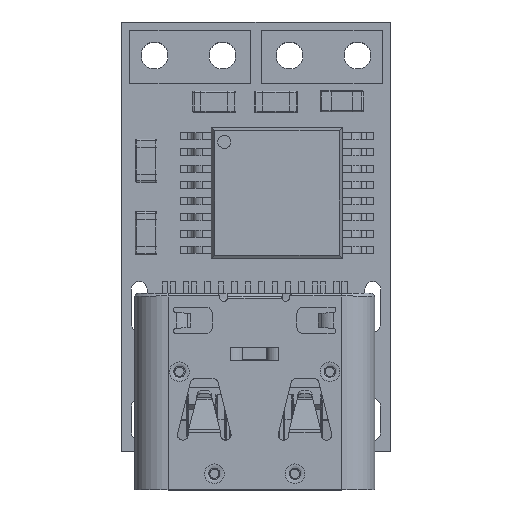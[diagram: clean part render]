
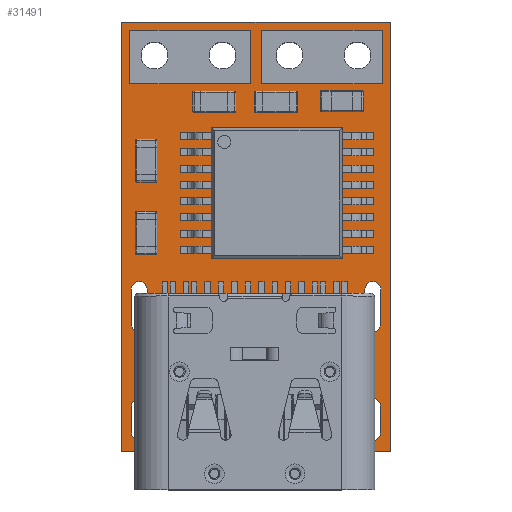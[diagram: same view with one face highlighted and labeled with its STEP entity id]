
A CAD part, top view. The second image highlights one B-rep face of the part: STEP entity #31491.
In plain terms, the highlighted planar face has unit normal (0, 0, 1).
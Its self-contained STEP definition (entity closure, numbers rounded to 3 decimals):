
#367=FACE_BOUND('',#4343,.T.);
#368=FACE_BOUND('',#4344,.T.);
#369=FACE_BOUND('',#4345,.T.);
#370=FACE_BOUND('',#4346,.T.);
#371=FACE_BOUND('',#4347,.T.);
#372=FACE_BOUND('',#4348,.T.);
#373=FACE_BOUND('',#4349,.T.);
#374=FACE_BOUND('',#4350,.T.);
#2620=FACE_OUTER_BOUND('',#4342,.T.);
#4342=EDGE_LOOP('',(#28574,#28575,#28576,#28577));
#4343=EDGE_LOOP('',(#28578,#28579,#28580,#28581));
#4344=EDGE_LOOP('',(#28582,#28583,#28584,#28585));
#4345=EDGE_LOOP('',(#28586,#28587,#28588,#28589));
#4346=EDGE_LOOP('',(#28590,#28591,#28592,#28593));
#4347=EDGE_LOOP('',(#28594));
#4348=EDGE_LOOP('',(#28595));
#4349=EDGE_LOOP('',(#28596));
#4350=EDGE_LOOP('',(#28597));
#5288=CIRCLE('',#34403,0.291);
#5290=CIRCLE('',#34407,0.291);
#5292=CIRCLE('',#34411,0.291);
#5294=CIRCLE('',#34415,0.291);
#5296=CIRCLE('',#34419,0.291);
#5298=CIRCLE('',#34423,0.291);
#5300=CIRCLE('',#34427,0.291);
#5302=CIRCLE('',#34431,0.291);
#5305=CIRCLE('',#34435,0.5);
#5307=CIRCLE('',#34438,0.5);
#5309=CIRCLE('',#34441,0.5);
#5311=CIRCLE('',#34444,0.5);
#8712=LINE('',#54467,#12180);
#8717=LINE('',#54481,#12185);
#8720=LINE('',#54491,#12188);
#8725=LINE('',#54505,#12193);
#8728=LINE('',#54515,#12196);
#8733=LINE('',#54529,#12201);
#8736=LINE('',#54539,#12204);
#8741=LINE('',#54553,#12209);
#8750=LINE('',#54591,#12218);
#8753=LINE('',#54597,#12221);
#8756=LINE('',#54603,#12224);
#8759=LINE('',#54607,#12227);
#12180=VECTOR('',#43040,10.);
#12185=VECTOR('',#43053,10.);
#12188=VECTOR('',#43064,10.);
#12193=VECTOR('',#43077,10.);
#12196=VECTOR('',#43088,10.);
#12201=VECTOR('',#43101,10.);
#12204=VECTOR('',#43112,10.);
#12209=VECTOR('',#43125,10.);
#12218=VECTOR('',#43166,10.);
#12221=VECTOR('',#43171,10.);
#12224=VECTOR('',#43176,10.);
#12227=VECTOR('',#43181,10.);
#15104=VERTEX_POINT('',#54465);
#15105=VERTEX_POINT('',#54466);
#15108=VERTEX_POINT('',#54474);
#15110=VERTEX_POINT('',#54480);
#15112=VERTEX_POINT('',#54489);
#15113=VERTEX_POINT('',#54490);
#15116=VERTEX_POINT('',#54498);
#15118=VERTEX_POINT('',#54504);
#15120=VERTEX_POINT('',#54513);
#15121=VERTEX_POINT('',#54514);
#15124=VERTEX_POINT('',#54522);
#15126=VERTEX_POINT('',#54528);
#15128=VERTEX_POINT('',#54537);
#15129=VERTEX_POINT('',#54538);
#15132=VERTEX_POINT('',#54546);
#15134=VERTEX_POINT('',#54552);
#15137=VERTEX_POINT('',#54563);
#15139=VERTEX_POINT('',#54569);
#15141=VERTEX_POINT('',#54575);
#15143=VERTEX_POINT('',#54581);
#15146=VERTEX_POINT('',#54588);
#15147=VERTEX_POINT('',#54590);
#15149=VERTEX_POINT('',#54596);
#15151=VERTEX_POINT('',#54602);
#19574=EDGE_CURVE('',#15104,#15105,#8712,.T.);
#19578=EDGE_CURVE('',#15105,#15108,#5288,.T.);
#19581=EDGE_CURVE('',#15108,#15110,#8717,.T.);
#19584=EDGE_CURVE('',#15110,#15104,#5290,.T.);
#19586=EDGE_CURVE('',#15112,#15113,#8720,.T.);
#19590=EDGE_CURVE('',#15113,#15116,#5292,.T.);
#19593=EDGE_CURVE('',#15116,#15118,#8725,.T.);
#19596=EDGE_CURVE('',#15118,#15112,#5294,.T.);
#19598=EDGE_CURVE('',#15120,#15121,#8728,.T.);
#19602=EDGE_CURVE('',#15121,#15124,#5296,.T.);
#19605=EDGE_CURVE('',#15124,#15126,#8733,.T.);
#19608=EDGE_CURVE('',#15126,#15120,#5298,.T.);
#19610=EDGE_CURVE('',#15128,#15129,#8736,.T.);
#19614=EDGE_CURVE('',#15129,#15132,#5300,.T.);
#19617=EDGE_CURVE('',#15132,#15134,#8741,.T.);
#19620=EDGE_CURVE('',#15134,#15128,#5302,.T.);
#19624=EDGE_CURVE('',#15137,#15137,#5305,.T.);
#19627=EDGE_CURVE('',#15139,#15139,#5307,.T.);
#19630=EDGE_CURVE('',#15141,#15141,#5309,.T.);
#19633=EDGE_CURVE('',#15143,#15143,#5311,.T.);
#19636=EDGE_CURVE('',#15147,#15146,#8750,.T.);
#19639=EDGE_CURVE('',#15149,#15147,#8753,.T.);
#19642=EDGE_CURVE('',#15151,#15149,#8756,.T.);
#19645=EDGE_CURVE('',#15146,#15151,#8759,.T.);
#28574=ORIENTED_EDGE('',*,*,#19645,.T.);
#28575=ORIENTED_EDGE('',*,*,#19642,.T.);
#28576=ORIENTED_EDGE('',*,*,#19639,.T.);
#28577=ORIENTED_EDGE('',*,*,#19636,.T.);
#28578=ORIENTED_EDGE('',*,*,#19574,.T.);
#28579=ORIENTED_EDGE('',*,*,#19578,.T.);
#28580=ORIENTED_EDGE('',*,*,#19581,.T.);
#28581=ORIENTED_EDGE('',*,*,#19584,.T.);
#28582=ORIENTED_EDGE('',*,*,#19586,.T.);
#28583=ORIENTED_EDGE('',*,*,#19590,.T.);
#28584=ORIENTED_EDGE('',*,*,#19593,.T.);
#28585=ORIENTED_EDGE('',*,*,#19596,.T.);
#28586=ORIENTED_EDGE('',*,*,#19598,.T.);
#28587=ORIENTED_EDGE('',*,*,#19602,.T.);
#28588=ORIENTED_EDGE('',*,*,#19605,.T.);
#28589=ORIENTED_EDGE('',*,*,#19608,.T.);
#28590=ORIENTED_EDGE('',*,*,#19610,.T.);
#28591=ORIENTED_EDGE('',*,*,#19614,.T.);
#28592=ORIENTED_EDGE('',*,*,#19617,.T.);
#28593=ORIENTED_EDGE('',*,*,#19620,.T.);
#28594=ORIENTED_EDGE('',*,*,#19624,.T.);
#28595=ORIENTED_EDGE('',*,*,#19627,.T.);
#28596=ORIENTED_EDGE('',*,*,#19630,.T.);
#28597=ORIENTED_EDGE('',*,*,#19633,.T.);
#29818=PLANE('',#34449);
#31491=ADVANCED_FACE('',(#2620,#367,#368,#369,#370,#371,#372,#373,#374),
#29818,.T.);
#34403=AXIS2_PLACEMENT_3D('',#54475,#43046,#43047);
#34407=AXIS2_PLACEMENT_3D('',#54486,#43058,#43059);
#34411=AXIS2_PLACEMENT_3D('',#54499,#43070,#43071);
#34415=AXIS2_PLACEMENT_3D('',#54510,#43082,#43083);
#34419=AXIS2_PLACEMENT_3D('',#54523,#43094,#43095);
#34423=AXIS2_PLACEMENT_3D('',#54534,#43106,#43107);
#34427=AXIS2_PLACEMENT_3D('',#54547,#43118,#43119);
#34431=AXIS2_PLACEMENT_3D('',#54558,#43130,#43131);
#34435=AXIS2_PLACEMENT_3D('',#54565,#43139,#43140);
#34438=AXIS2_PLACEMENT_3D('',#54571,#43146,#43147);
#34441=AXIS2_PLACEMENT_3D('',#54577,#43153,#43154);
#34444=AXIS2_PLACEMENT_3D('',#54583,#43160,#43161);
#34449=AXIS2_PLACEMENT_3D('',#54608,#43182,#43183);
#43040=DIRECTION('',(-0.004,1.,0.));
#43046=DIRECTION('center_axis',(0.,0.,-1.));
#43047=DIRECTION('ref_axis',(-1.,-0.004,0.));
#43053=DIRECTION('',(0.004,-1.,0.));
#43058=DIRECTION('center_axis',(0.,0.,-1.));
#43059=DIRECTION('ref_axis',(1.,0.004,0.));
#43064=DIRECTION('',(0.004,1.,0.));
#43070=DIRECTION('center_axis',(0.,0.,-1.));
#43071=DIRECTION('ref_axis',(-1.,0.004,0.));
#43077=DIRECTION('',(-0.004,-1.,0.));
#43082=DIRECTION('center_axis',(0.,0.,-1.));
#43083=DIRECTION('ref_axis',(1.,-0.004,0.));
#43088=DIRECTION('',(0.,-1.,0.));
#43094=DIRECTION('center_axis',(0.,0.,-1.));
#43095=DIRECTION('ref_axis',(1.,0.,0.));
#43101=DIRECTION('',(0.,1.,0.));
#43106=DIRECTION('center_axis',(0.,0.,-1.));
#43107=DIRECTION('ref_axis',(-1.,0.,0.));
#43112=DIRECTION('',(0.,1.,0.));
#43118=DIRECTION('center_axis',(0.,0.,-1.));
#43119=DIRECTION('ref_axis',(-1.,0.,0.));
#43125=DIRECTION('',(0.,-1.,0.));
#43130=DIRECTION('center_axis',(0.,0.,-1.));
#43131=DIRECTION('ref_axis',(1.,0.,0.));
#43139=DIRECTION('center_axis',(0.,0.,-1.));
#43140=DIRECTION('ref_axis',(-1.,0.,0.));
#43146=DIRECTION('center_axis',(0.,0.,-1.));
#43147=DIRECTION('ref_axis',(-1.,0.,0.));
#43153=DIRECTION('center_axis',(0.,0.,-1.));
#43154=DIRECTION('ref_axis',(-1.,0.,0.));
#43160=DIRECTION('center_axis',(0.,0.,-1.));
#43161=DIRECTION('ref_axis',(-1.,0.,0.));
#43166=DIRECTION('',(0.,-1.,0.));
#43171=DIRECTION('',(-1.,0.,0.));
#43176=DIRECTION('',(0.,1.,0.));
#43181=DIRECTION('',(1.,0.,0.));
#43182=DIRECTION('center_axis',(0.,0.,1.));
#43183=DIRECTION('ref_axis',(1.,0.,0.));
#54465=CARTESIAN_POINT('',(-4.635,-3.267,1.6));
#54466=CARTESIAN_POINT('',(-4.64,-1.952,1.6));
#54467=CARTESIAN_POINT('',(-4.644,-0.985,1.6));
#54474=CARTESIAN_POINT('',(-4.059,-1.949,1.6));
#54475=CARTESIAN_POINT('Origin',(-4.349,-1.95,1.6));
#54480=CARTESIAN_POINT('',(-4.054,-3.264,1.6));
#54481=CARTESIAN_POINT('',(-4.06,-1.64,1.6));
#54486=CARTESIAN_POINT('Origin',(-4.344,-3.265,1.6));
#54489=CARTESIAN_POINT('',(4.054,-3.264,1.6));
#54490=CARTESIAN_POINT('',(4.059,-1.949,1.6));
#54491=CARTESIAN_POINT('',(4.062,-0.982,1.6));
#54498=CARTESIAN_POINT('',(4.64,-1.952,1.6));
#54499=CARTESIAN_POINT('Origin',(4.349,-1.95,1.6));
#54504=CARTESIAN_POINT('',(4.635,-3.267,1.6));
#54505=CARTESIAN_POINT('',(4.641,-1.642,1.6));
#54510=CARTESIAN_POINT('Origin',(4.344,-3.265,1.6));
#54513=CARTESIAN_POINT('',(-4.055,-6.306,1.6));
#54514=CARTESIAN_POINT('',(-4.055,-7.298,1.6));
#54515=CARTESIAN_POINT('',(-4.055,-3.649,1.6));
#54522=CARTESIAN_POINT('',(-4.637,-7.298,1.6));
#54523=CARTESIAN_POINT('Origin',(-4.346,-7.298,1.6));
#54528=CARTESIAN_POINT('',(-4.637,-6.306,1.6));
#54529=CARTESIAN_POINT('',(-4.637,-3.153,1.6));
#54534=CARTESIAN_POINT('Origin',(-4.346,-6.306,1.6));
#54537=CARTESIAN_POINT('',(4.055,-7.298,1.6));
#54538=CARTESIAN_POINT('',(4.055,-6.306,1.6));
#54539=CARTESIAN_POINT('',(4.055,-3.153,1.6));
#54546=CARTESIAN_POINT('',(4.637,-6.306,1.6));
#54547=CARTESIAN_POINT('Origin',(4.346,-6.306,1.6));
#54552=CARTESIAN_POINT('',(4.637,-7.298,1.6));
#54553=CARTESIAN_POINT('',(4.637,-3.649,1.6));
#54558=CARTESIAN_POINT('Origin',(4.346,-7.298,1.6));
#54563=CARTESIAN_POINT('',(1.75,6.75,1.6));
#54565=CARTESIAN_POINT('Origin',(1.25,6.75,1.6));
#54569=CARTESIAN_POINT('',(-0.75,6.75,1.6));
#54571=CARTESIAN_POINT('Origin',(-1.25,6.75,1.6));
#54575=CARTESIAN_POINT('',(4.278,6.75,1.6));
#54577=CARTESIAN_POINT('Origin',(3.778,6.75,1.6));
#54581=CARTESIAN_POINT('',(-3.278,6.75,1.6));
#54583=CARTESIAN_POINT('Origin',(-3.778,6.75,1.6));
#54588=CARTESIAN_POINT('',(-5.,-8.,1.6));
#54590=CARTESIAN_POINT('',(-5.,8.,1.6));
#54591=CARTESIAN_POINT('',(-5.,-8.,1.6));
#54596=CARTESIAN_POINT('',(5.,8.,1.6));
#54597=CARTESIAN_POINT('',(-5.,8.,1.6));
#54602=CARTESIAN_POINT('',(5.,-8.,1.6));
#54603=CARTESIAN_POINT('',(5.,8.,1.6));
#54607=CARTESIAN_POINT('',(5.,-8.,1.6));
#54608=CARTESIAN_POINT('Origin',(0.,0.,1.6));
